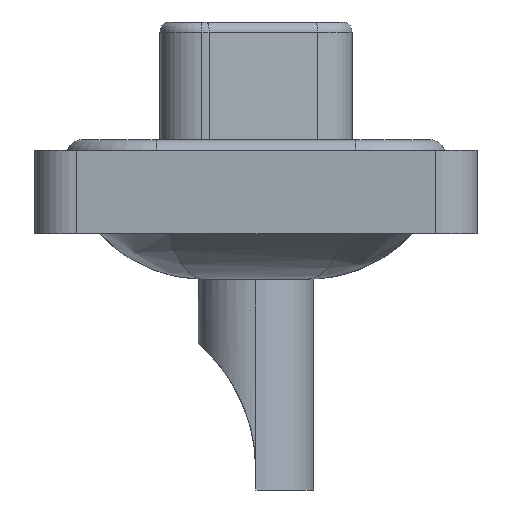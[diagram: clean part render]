
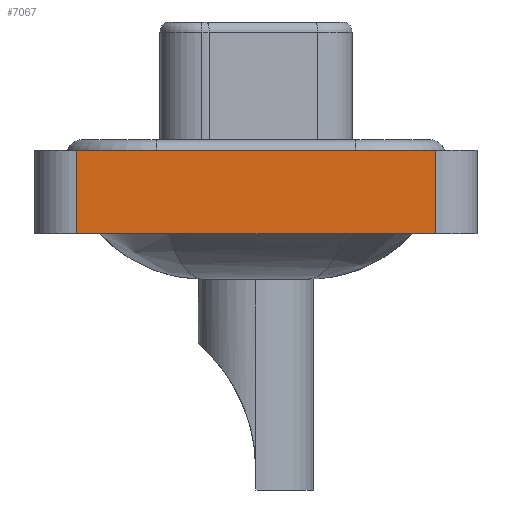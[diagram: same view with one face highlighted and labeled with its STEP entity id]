
A CAD part, left-side view. The second image highlights one B-rep face of the part: STEP entity #7067.
In plain terms, the highlighted planar face has unit normal (-1, 0, 0).
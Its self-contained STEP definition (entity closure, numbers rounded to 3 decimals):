
#318 = CARTESIAN_POINT ( 'NONE',  ( -7.3, -8.55, -3.6 ) ) ;
#739 = VECTOR ( 'NONE', #12607, 1000. ) ;
#787 = EDGE_LOOP ( 'NONE', ( #2516, #1354, #10091, #10758 ) ) ;
#1354 = ORIENTED_EDGE ( 'NONE', *, *, #18847, .F. ) ;
#2516 = ORIENTED_EDGE ( 'NONE', *, *, #15705, .T. ) ;
#2774 = DIRECTION ( 'NONE',  ( 0., 0., 1. ) ) ;
#3412 = CARTESIAN_POINT ( 'NONE',  ( -7.3, -8.55, 0.4 ) ) ;
#3859 = VERTEX_POINT ( 'NONE', #318 ) ;
#4769 = VECTOR ( 'NONE', #8175, 1000. ) ;
#4936 = VERTEX_POINT ( 'NONE', #7063 ) ;
#5641 = VERTEX_POINT ( 'NONE', #3412 ) ;
#6967 = LINE ( 'NONE', #16296, #10743 ) ;
#7063 = CARTESIAN_POINT ( 'NONE',  ( -7.3, 8.55, 0.4 ) ) ;
#7067 = ADVANCED_FACE ( 'NONE', ( #16215 ), #11588, .T. ) ;
#7419 = VERTEX_POINT ( 'NONE', #18583 ) ;
#7943 = CARTESIAN_POINT ( 'NONE',  ( -7.3, -8.55, -3.6 ) ) ;
#8045 = LINE ( 'NONE', #7943, #19141 ) ;
#8175 = DIRECTION ( 'NONE',  ( 0., 0., 1. ) ) ;
#8315 = EDGE_CURVE ( 'NONE', #7419, #3859, #8045, .T. ) ;
#9558 = LINE ( 'NONE', #14072, #739 ) ;
#9924 = DIRECTION ( 'NONE',  ( 0., 0., 1. ) ) ;
#10091 = ORIENTED_EDGE ( 'NONE', *, *, #13399, .F. ) ;
#10743 = VECTOR ( 'NONE', #2774, 1000. ) ;
#10758 = ORIENTED_EDGE ( 'NONE', *, *, #8315, .T. ) ;
#11502 = DIRECTION ( 'NONE',  ( -1., 0., 0. ) ) ;
#11588 = PLANE ( 'NONE',  #13820 ) ;
#12607 = DIRECTION ( 'NONE',  ( 0., -1., 0. ) ) ;
#13399 = EDGE_CURVE ( 'NONE', #7419, #4936, #17220, .T. ) ;
#13820 = AXIS2_PLACEMENT_3D ( 'NONE', #14732, #11502, #9924 ) ;
#14072 = CARTESIAN_POINT ( 'NONE',  ( -7.3, -8.55, 0.4 ) ) ;
#14732 = CARTESIAN_POINT ( 'NONE',  ( -7.3, -8.55, -3.6 ) ) ;
#15705 = EDGE_CURVE ( 'NONE', #3859, #5641, #6967, .T. ) ;
#16215 = FACE_OUTER_BOUND ( 'NONE', #787, .T. ) ;
#16296 = CARTESIAN_POINT ( 'NONE',  ( -7.3, -8.55, -3.6 ) ) ;
#16797 = DIRECTION ( 'NONE',  ( 0., -1., 0. ) ) ;
#17220 = LINE ( 'NONE', #18704, #4769 ) ;
#18583 = CARTESIAN_POINT ( 'NONE',  ( -7.3, 8.55, -3.6 ) ) ;
#18704 = CARTESIAN_POINT ( 'NONE',  ( -7.3, 8.55, -3.6 ) ) ;
#18847 = EDGE_CURVE ( 'NONE', #4936, #5641, #9558, .T. ) ;
#19141 = VECTOR ( 'NONE', #16797, 1000. ) ;
